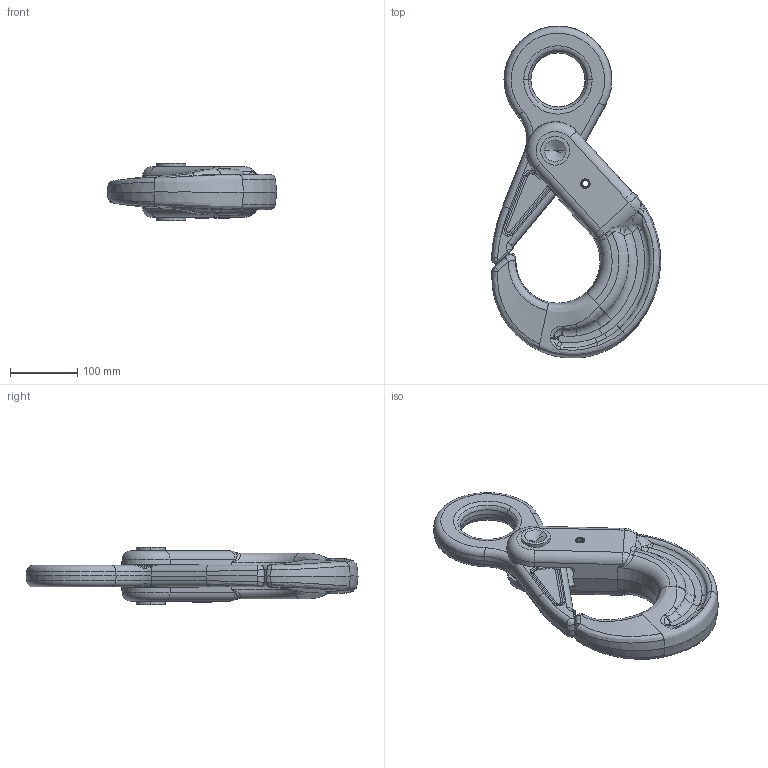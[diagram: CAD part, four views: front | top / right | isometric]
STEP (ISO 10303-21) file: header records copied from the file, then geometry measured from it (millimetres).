
FILE_DESCRIPTION((''),'2;1');
FILE_NAME('CROSBY_1316_26MM_1022944','2013-03-20T',('Alan Doughty'),('The Crosby Group LLC'),'PRO/ENGINEER BY PARAMETRIC TECHNOLOGY CORPORATION, 2012420','PRO/ENGINEER BY PARAMETRIC TECHNOLOGY CORPORATION, 2012420','');
FILE_SCHEMA(('AUTOMOTIVE_DESIGN { 1 0 10303 214 1 1 1 1 }'));
Products named in the file (1): CROSBY_1316_26MM_1022944
Bounding box: 251.13 x 492.29 x 85.34 mm (x, y, z)
Volume: 2868347.4 mm3; surface area: 278415.6 mm2
Topology: 5 solids, 5 shells, 772 faces, 2136 edges, 1405 vertices
Faces by surface type: plane 323, bspline 151, extrusion 108, cylinder 75, cone 58, torus 57
Entity records: 52770 total; most frequent: CARTESIAN_POINT 27682, ORIENTED_EDGE 4252, DIRECTION 2908, PRESENTATION_STYLE_ASSIGNMENT 2159, STYLED_ITEM 2131, CURVE_STYLE 2126, EDGE_CURVE 2126, VERTEX_POINT 1405
